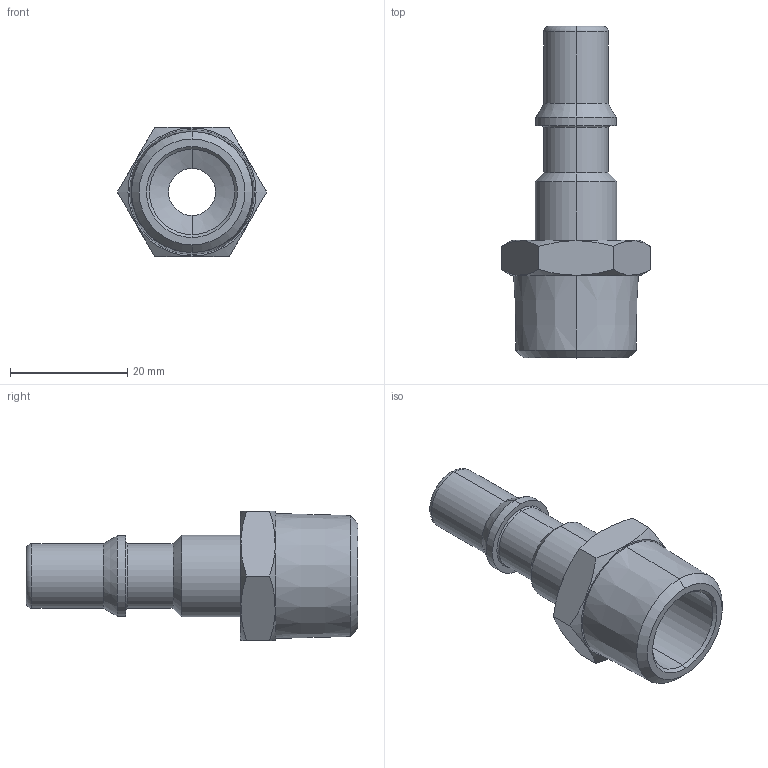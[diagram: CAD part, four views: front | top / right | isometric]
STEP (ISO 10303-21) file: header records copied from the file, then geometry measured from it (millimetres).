
FILE_DESCRIPTION (( 'STEP AP203' ), '1' );
FILE_NAME ('07431004.STEP', '2011-07-25T15:18:34', ( 'SP' ), ( 'sopra-pneumatic' ), 'SwSTEP 2.0', 'SolidWorks 2011', '' );
FILE_SCHEMA (( 'CONFIG_CONTROL_DESIGN' ));
Length unit declared in the file: millimetre
Products named in the file (1): 07431004
Bounding box: 25.4 x 56.5 x 22 mm (x, y, z)
Volume: 6578.7 mm3; surface area: 5119.3 mm2
Topology: 1 solids, 1 shells, 43 faces, 94 edges, 56 vertices
Faces by surface type: cone 16, cylinder 12, plane 11, torus 4
Entity records: 1357 total; most frequent: CARTESIAN_POINT 330, DIRECTION 210, ORIENTED_EDGE 188, EDGE_CURVE 94, AXIS2_PLACEMENT_3D 88, VERTEX_POINT 56, EDGE_LOOP 48, CIRCLE 44
